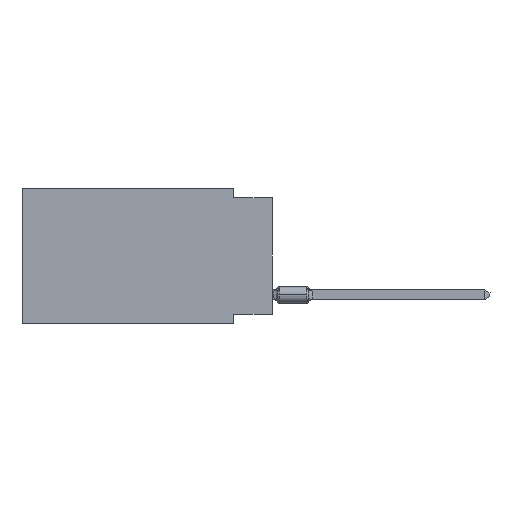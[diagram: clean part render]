
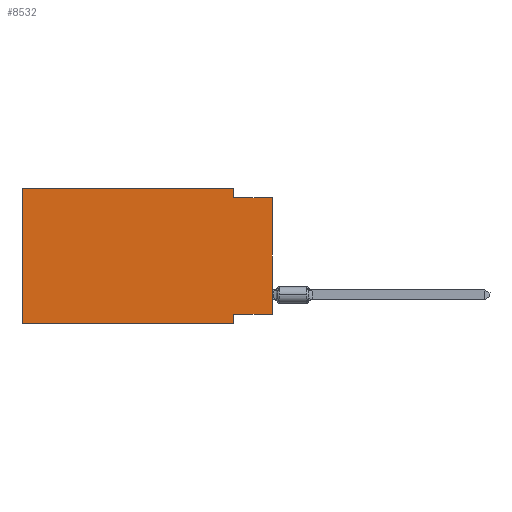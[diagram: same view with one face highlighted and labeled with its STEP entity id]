
A CAD part, left-side view. The second image highlights one B-rep face of the part: STEP entity #8532.
In plain terms, the highlighted planar face has unit normal (-1, 0, 0).
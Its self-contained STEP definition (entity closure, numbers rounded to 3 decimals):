
#66 = ORIENTED_EDGE ( 'NONE', *, *, #1589, .T. ) ;
#1589 = EDGE_CURVE ( 'NONE', #19439, #21162, #19897, .T. ) ;
#1670 = LINE ( 'NONE', #3928, #3946 ) ;
#2712 = DIRECTION ( 'NONE',  ( 0., 0., 1. ) ) ;
#2789 = CARTESIAN_POINT ( 'NONE',  ( 0., 0., 0. ) ) ;
#2914 = VECTOR ( 'NONE', #19131, 1000. ) ;
#3161 = LINE ( 'NONE', #16992, #5453 ) ;
#3553 = EDGE_CURVE ( 'NONE', #16002, #18725, #16045, .T. ) ;
#3928 = CARTESIAN_POINT ( 'NONE',  ( 0., 0., -8.255 ) ) ;
#3946 = VECTOR ( 'NONE', #9030, 1000. ) ;
#4203 = DIRECTION ( 'NONE',  ( 0., -1., 0. ) ) ;
#4730 = ORIENTED_EDGE ( 'NONE', *, *, #9540, .F. ) ;
#4901 = CARTESIAN_POINT ( 'NONE',  ( 0., 2.54, -8.89 ) ) ;
#4962 = EDGE_CURVE ( 'NONE', #18564, #21162, #20026, .T. ) ;
#5453 = VECTOR ( 'NONE', #18252, 1000. ) ;
#7157 = EDGE_CURVE ( 'NONE', #16002, #11980, #9620, .T. ) ;
#7337 = CARTESIAN_POINT ( 'NONE',  ( 0., 2.54, 0. ) ) ;
#7416 = CARTESIAN_POINT ( 'NONE',  ( 0., 0., -0.635 ) ) ;
#7429 = DIRECTION ( 'NONE',  ( 0., 0., -1. ) ) ;
#7547 = DIRECTION ( 'NONE',  ( 1., 0., 0. ) ) ;
#8002 = DIRECTION ( 'NONE',  ( 0., 0., 1. ) ) ;
#8240 = DIRECTION ( 'NONE',  ( 0., -1., 0. ) ) ;
#8532 = ADVANCED_FACE ( 'NONE', ( #19341 ), #8910, .F. ) ;
#8552 = ORIENTED_EDGE ( 'NONE', *, *, #16005, .F. ) ;
#8905 = VECTOR ( 'NONE', #10596, 1000. ) ;
#8910 = PLANE ( 'NONE',  #15368 ) ;
#9030 = DIRECTION ( 'NONE',  ( 0., 1., 0. ) ) ;
#9540 = EDGE_CURVE ( 'NONE', #11980, #11438, #19843, .T. ) ;
#9620 = LINE ( 'NONE', #13140, #13570 ) ;
#10596 = DIRECTION ( 'NONE',  ( 0., -1., 0. ) ) ;
#10621 = ORIENTED_EDGE ( 'NONE', *, *, #4962, .F. ) ;
#10869 = VECTOR ( 'NONE', #8240, 1000. ) ;
#10951 = CARTESIAN_POINT ( 'NONE',  ( 0., 16.383, 0. ) ) ;
#11004 = CARTESIAN_POINT ( 'NONE',  ( 0., 16.383, 0. ) ) ;
#11252 = VECTOR ( 'NONE', #4203, 1000. ) ;
#11438 = VERTEX_POINT ( 'NONE', #20622 ) ;
#11980 = VERTEX_POINT ( 'NONE', #16113 ) ;
#12462 = ORIENTED_EDGE ( 'NONE', *, *, #12652, .F. ) ;
#12546 = LINE ( 'NONE', #7337, #2914 ) ;
#12652 = EDGE_CURVE ( 'NONE', #19439, #12844, #1670, .T. ) ;
#12844 = VERTEX_POINT ( 'NONE', #18113 ) ;
#13140 = CARTESIAN_POINT ( 'NONE',  ( 0., 16.383, 0. ) ) ;
#13570 = VECTOR ( 'NONE', #2712, 1000. ) ;
#13963 = EDGE_CURVE ( 'NONE', #11438, #18564, #12546, .T. ) ;
#14556 = ORIENTED_EDGE ( 'NONE', *, *, #13963, .F. ) ;
#15074 = CARTESIAN_POINT ( 'NONE',  ( 0., 16.383, -8.89 ) ) ;
#15368 = AXIS2_PLACEMENT_3D ( 'NONE', #10951, #7547, #7429 ) ;
#15755 = ORIENTED_EDGE ( 'NONE', *, *, #7157, .F. ) ;
#15763 = EDGE_LOOP ( 'NONE', ( #66, #10621, #14556, #4730, #15755, #20605, #8552, #12462 ) ) ;
#16002 = VERTEX_POINT ( 'NONE', #15074 ) ;
#16005 = EDGE_CURVE ( 'NONE', #12844, #18725, #3161, .T. ) ;
#16045 = LINE ( 'NONE', #19554, #8905 ) ;
#16113 = CARTESIAN_POINT ( 'NONE',  ( 0., 16.383, 0. ) ) ;
#16807 = CARTESIAN_POINT ( 'NONE',  ( 0., 2.54, -0.635 ) ) ;
#16992 = CARTESIAN_POINT ( 'NONE',  ( 0., 2.54, -8.89 ) ) ;
#18113 = CARTESIAN_POINT ( 'NONE',  ( 0., 2.54, -8.255 ) ) ;
#18252 = DIRECTION ( 'NONE',  ( 0., 0., -1. ) ) ;
#18564 = VERTEX_POINT ( 'NONE', #16807 ) ;
#18725 = VERTEX_POINT ( 'NONE', #4901 ) ;
#19093 = VECTOR ( 'NONE', #8002, 1000. ) ;
#19131 = DIRECTION ( 'NONE',  ( 0., 0., -1. ) ) ;
#19341 = FACE_OUTER_BOUND ( 'NONE', #15763, .T. ) ;
#19439 = VERTEX_POINT ( 'NONE', #20352 ) ;
#19554 = CARTESIAN_POINT ( 'NONE',  ( 0., 16.383, -8.89 ) ) ;
#19843 = LINE ( 'NONE', #11004, #11252 ) ;
#19897 = LINE ( 'NONE', #2789, #19093 ) ;
#20026 = LINE ( 'NONE', #21953, #10869 ) ;
#20352 = CARTESIAN_POINT ( 'NONE',  ( 0., 0., -8.255 ) ) ;
#20605 = ORIENTED_EDGE ( 'NONE', *, *, #3553, .T. ) ;
#20622 = CARTESIAN_POINT ( 'NONE',  ( 0., 2.54, 0. ) ) ;
#21162 = VERTEX_POINT ( 'NONE', #7416 ) ;
#21953 = CARTESIAN_POINT ( 'NONE',  ( 0., 0., -0.635 ) ) ;
